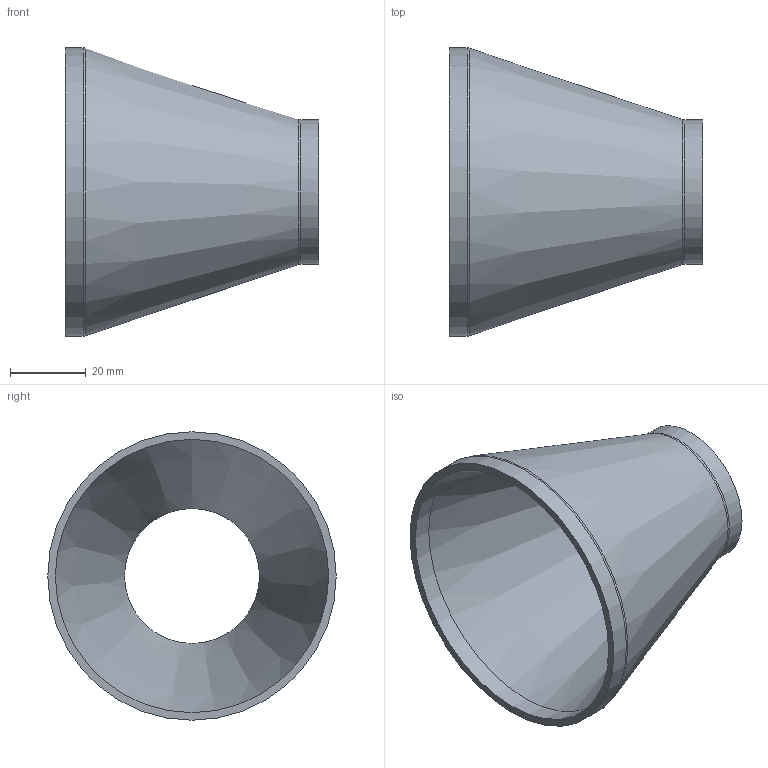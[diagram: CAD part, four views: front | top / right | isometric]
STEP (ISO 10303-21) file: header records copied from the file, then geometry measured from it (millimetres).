
FILE_DESCRIPTION(/* description */ (''),/* implementation_level */ '2;1');
FILE_NAME(/* name */ 'T-13 30×15.stp',/* time_stamp */ '2022-04-12T13:23:52+09:00',/* author */ ('3dcad-eng'),/* organization */ (''),/* preprocessor_version */ 'ST-DEVELOPER v18.1',/* originating_system */ 'Autodesk Inventor 2022',/* authorisation */ '');
FILE_SCHEMA (('AUTOMOTIVE_DESIGN { 1 0 10303 214 3 1 1 }'));
Length unit declared in the file: millimetre
Products named in the file (1): T-13 30×15
Bounding box: 67 x 76.3 x 76.3 mm (x, y, z)
Volume: 19405.7 mm3; surface area: 25055.9 mm2
Topology: 1 solids, 1 shells, 10 faces, 20 edges, 12 vertices
Faces by surface type: cylinder 4, torus 2, cone 2, plane 2
Full cylindrical faces by diameter (mm): 35.7 x1, 38.1 x1, 72.3 x1, 76.3 x1
Entity records: 311 total; most frequent: DIRECTION 56, CARTESIAN_POINT 43, ORIENTED_EDGE 40, AXIS2_PLACEMENT_3D 25, EDGE_CURVE 20, CIRCLE 14, EDGE_LOOP 12, VERTEX_POINT 12
